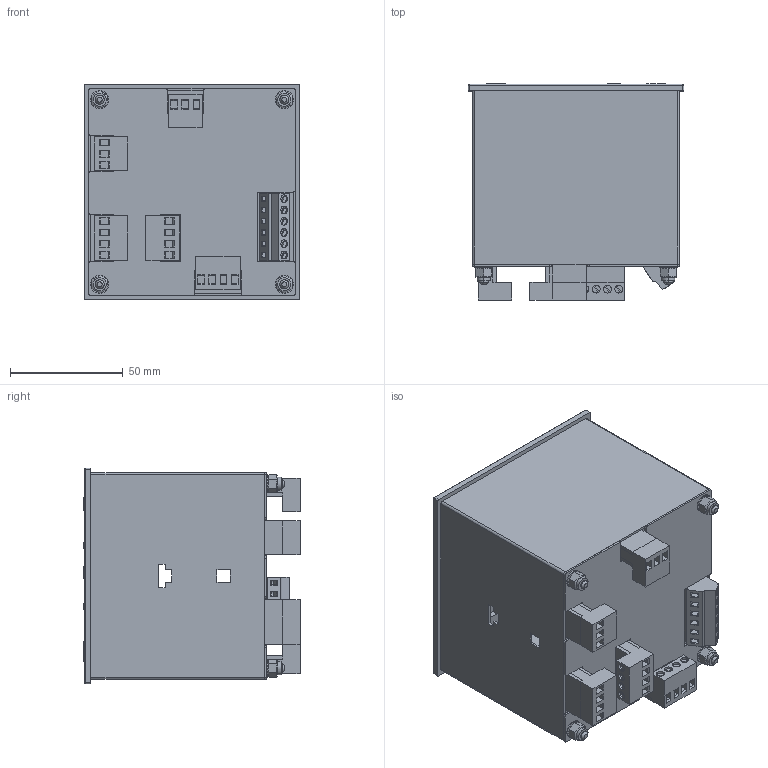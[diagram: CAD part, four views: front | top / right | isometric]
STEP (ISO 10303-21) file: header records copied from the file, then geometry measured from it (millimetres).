
FILE_DESCRIPTION(('TFLEX Exchange Step'),'2;1');
FILE_NAME('3D-модель прибора 13T6_2УВ.stp', '2020-10-19T22:12:57+05:00',('Алексей'),('Unknown organisation'),'TFLEX Exchange 2019.1','T-FLEX CAD','Unknown authorisation');
FILE_SCHEMA( ('AUTOMOTIVE_DESIGN { 1 0 10303 214 1 1 1 1 }') );
Length unit declared in the file: millimetre
Products named in the file (15): Клемма 2кр:5; Клемма 2кр; Клемма 2:6; Клемма 2; Клемма 2:5; Клемма:7; Клемма; <Гайки стопорные>Гайка ГОСТ Р 50273-92; <Шайбы>Шайба ГОСТ 10450-78; <Шпильки>Шпилька ГОСТ 22038-76; Этикетка:54; Этикетка; Корпус; _13Т6_2УВ
Assembly tree (40 placements, depth 3):
  _13Т6_2УВ
    Клемма 2кр
      Клемма 2кр:5  x3
    Клемма 2  x3
      Клемма 2:6
    Клемма 2
      Клемма 2:5  x3
    Клемма
      Клемма:7  x6
    <Гайки стопорные>Гайка ГОСТ Р 50273-92  x4
    <Шайбы>Шайба ГОСТ 10450-78  x4
    <Шпильки>Шпилька ГОСТ 22038-76  x4
    Этикетка
      Этикетка:54  x4
    Корпус
Bounding box: 96 x 96.2 x 96 mm (x, y, z)
Volume: 87808.6 mm3; surface area: 147051.2 mm2
Topology: 104 solids, 104 shells, 1427 faces, 3478 edges, 2292 vertices
Faces by surface type: plane 1096, cylinder 228, bspline 55, cone 28, torus 16, sphere 4
Full cylindrical faces by diameter (mm): 3.242 x4, 3.5 x12
Entity records: 30814 total; most frequent: CARTESIAN_POINT 6100, ORIENTED_EDGE 4966, DIRECTION 4848, EDGE_CURVE 2483, VECTOR 1894, LINE 1894, VERTEX_POINT 1641, AXIS2_PLACEMENT_3D 1477
